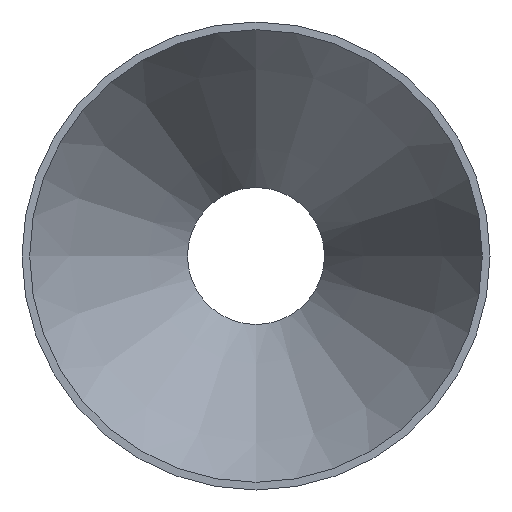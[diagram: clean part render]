
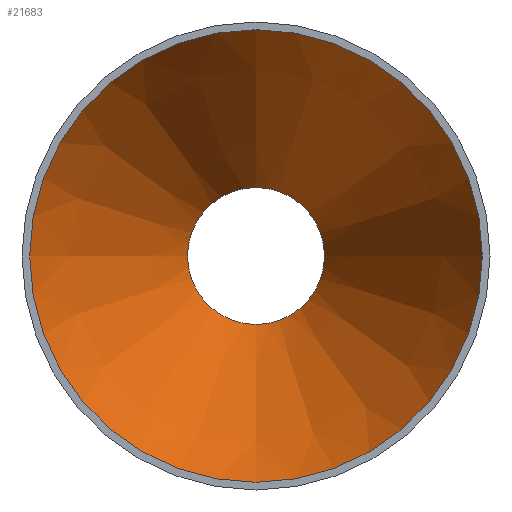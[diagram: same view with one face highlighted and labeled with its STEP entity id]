
A CAD part, front view. The second image highlights one B-rep face of the part: STEP entity #21683.
In plain terms, the highlighted conical face has half-angle 27.345 degrees and reference radius 131.997 mm.
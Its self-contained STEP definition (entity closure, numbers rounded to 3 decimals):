
#324 = DIRECTION ( 'NONE',  ( 0., -1., 0. ) ) ;
#1898 = DIRECTION ( 'NONE',  ( 0., 0., -1. ) ) ;
#5438 = DIRECTION ( 'NONE',  ( 0., -1., 0. ) ) ;
#7737 = CIRCLE ( 'NONE', #34624, 131.997 ) ;
#7781 = CARTESIAN_POINT ( 'NONE',  ( 0., 178., -39.947 ) ) ;
#8775 = FACE_BOUND ( 'NONE', #38280, .T. ) ;
#10863 = ORIENTED_EDGE ( 'NONE', *, *, #24361, .F. ) ;
#19678 = DIRECTION ( 'NONE',  ( 0., -1., 0. ) ) ;
#21683 = ADVANCED_FACE ( 'NONE', ( #8775, #35222 ), #32821, .F. ) ;
#24361 = EDGE_CURVE ( 'NONE', #25415, #25415, #33349, .T. ) ;
#24807 = EDGE_CURVE ( 'NONE', #34026, #34026, #7737, .T. ) ;
#25415 = VERTEX_POINT ( 'NONE', #7781 ) ;
#27950 = ORIENTED_EDGE ( 'NONE', *, *, #24807, .T. ) ;
#30274 = CARTESIAN_POINT ( 'NONE',  ( 0., 178., 0. ) ) ;
#32286 = CARTESIAN_POINT ( 'NONE',  ( 0., 0., 0. ) ) ;
#32661 = DIRECTION ( 'NONE',  ( 0., 0., -1. ) ) ;
#32821 = CONICAL_SURFACE ( 'NONE', #38429, 131.997, 0.477 ) ;
#33349 = CIRCLE ( 'NONE', #37747, 39.947 ) ;
#34026 = VERTEX_POINT ( 'NONE', #34226 ) ;
#34226 = CARTESIAN_POINT ( 'NONE',  ( 0., 0., -131.997 ) ) ;
#34421 = EDGE_LOOP ( 'NONE', ( #27950 ) ) ;
#34624 = AXIS2_PLACEMENT_3D ( 'NONE', #38090, #19678, #1898 ) ;
#35222 = FACE_OUTER_BOUND ( 'NONE', #34421, .T. ) ;
#36330 = DIRECTION ( 'NONE',  ( 0., 0., -1. ) ) ;
#37747 = AXIS2_PLACEMENT_3D ( 'NONE', #30274, #324, #36330 ) ;
#38090 = CARTESIAN_POINT ( 'NONE',  ( 0., 0., 0. ) ) ;
#38280 = EDGE_LOOP ( 'NONE', ( #10863 ) ) ;
#38429 = AXIS2_PLACEMENT_3D ( 'NONE', #32286, #5438, #32661 ) ;
